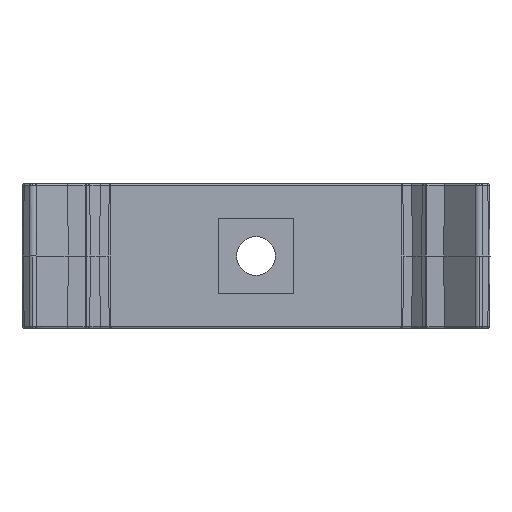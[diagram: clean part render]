
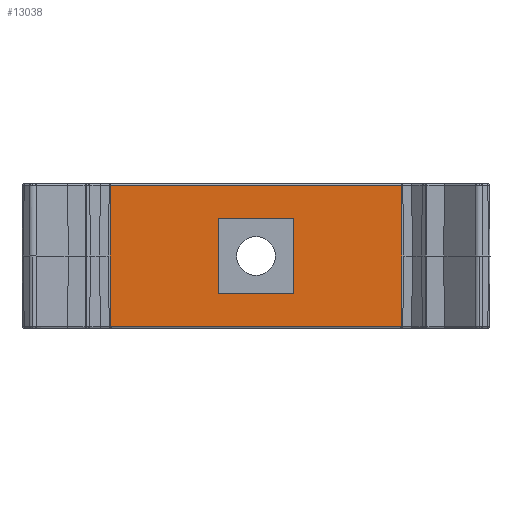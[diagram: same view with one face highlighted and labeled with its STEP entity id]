
A CAD part, front view. The second image highlights one B-rep face of the part: STEP entity #13038.
In plain terms, the highlighted planar face has unit normal (0, -1, 0).
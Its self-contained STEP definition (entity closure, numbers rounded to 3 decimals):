
#55 = VECTOR ( 'NONE', #410, 1000. ) ;
#295 = CARTESIAN_POINT ( 'NONE',  ( -16.1, 0., 8. ) ) ;
#358 = CARTESIAN_POINT ( 'NONE',  ( 16.1, 0., -7.8 ) ) ;
#410 = DIRECTION ( 'NONE',  ( 1., 0., 0. ) ) ;
#522 = LINE ( 'NONE', #4546, #8156 ) ;
#733 = CARTESIAN_POINT ( 'NONE',  ( -16.1, 0., 8. ) ) ;
#819 = EDGE_LOOP ( 'NONE', ( #5499, #5949, #5404, #3823 ) ) ;
#873 = EDGE_CURVE ( 'NONE', #9564, #1660, #2902, .T. ) ;
#913 = CARTESIAN_POINT ( 'NONE',  ( -4.15, 0., 4.15 ) ) ;
#956 = LINE ( 'NONE', #10660, #8887 ) ;
#965 = CARTESIAN_POINT ( 'NONE',  ( 16.1, 0., 0. ) ) ;
#1105 = EDGE_CURVE ( 'NONE', #10146, #1660, #956, .T. ) ;
#1355 = DIRECTION ( 'NONE',  ( 0., 0., -1. ) ) ;
#1544 = CARTESIAN_POINT ( 'NONE',  ( -4.15, 0., 4.15 ) ) ;
#1649 = VERTEX_POINT ( 'NONE', #5283 ) ;
#1660 = VERTEX_POINT ( 'NONE', #6289 ) ;
#1734 = CARTESIAN_POINT ( 'NONE',  ( 16.1, 0., 7.8 ) ) ;
#1801 = DIRECTION ( 'NONE',  ( 0., 0., -1. ) ) ;
#2098 = DIRECTION ( 'NONE',  ( 0., 0., 1. ) ) ;
#2316 = CARTESIAN_POINT ( 'NONE',  ( -16.1, 0., 0. ) ) ;
#2504 = VERTEX_POINT ( 'NONE', #3650 ) ;
#2645 = CARTESIAN_POINT ( 'NONE',  ( 4.15, 0., 4.15 ) ) ;
#2902 = LINE ( 'NONE', #358, #55 ) ;
#3336 = DIRECTION ( 'NONE',  ( 0., 0., 1. ) ) ;
#3650 = CARTESIAN_POINT ( 'NONE',  ( -16.1, 0., 7.8 ) ) ;
#3775 = EDGE_CURVE ( 'NONE', #12919, #10146, #12290, .T. ) ;
#3823 = ORIENTED_EDGE ( 'NONE', *, *, #4190, .F. ) ;
#3827 = LINE ( 'NONE', #295, #9218 ) ;
#3829 = EDGE_CURVE ( 'NONE', #12919, #2504, #8946, .T. ) ;
#3932 = EDGE_CURVE ( 'NONE', #1649, #9904, #4041, .T. ) ;
#3987 = EDGE_CURVE ( 'NONE', #9390, #1649, #522, .T. ) ;
#4041 = LINE ( 'NONE', #10511, #5035 ) ;
#4047 = EDGE_CURVE ( 'NONE', #10546, #9390, #9923, .T. ) ;
#4088 = CARTESIAN_POINT ( 'NONE',  ( -16.1, 0., 7.8 ) ) ;
#4190 = EDGE_CURVE ( 'NONE', #9904, #10546, #7985, .T. ) ;
#4205 = CARTESIAN_POINT ( 'NONE',  ( 16.1, 0., 8. ) ) ;
#4546 = CARTESIAN_POINT ( 'NONE',  ( 4.15, 0., -4.15 ) ) ;
#4979 = VECTOR ( 'NONE', #1801, 1000. ) ;
#5035 = VECTOR ( 'NONE', #3336, 1000. ) ;
#5102 = CARTESIAN_POINT ( 'NONE',  ( 16.1, 0., 8. ) ) ;
#5283 = CARTESIAN_POINT ( 'NONE',  ( 4.15, 0., -4.15 ) ) ;
#5336 = FACE_BOUND ( 'NONE', #819, .T. ) ;
#5404 = ORIENTED_EDGE ( 'NONE', *, *, #4047, .F. ) ;
#5499 = ORIENTED_EDGE ( 'NONE', *, *, #3932, .F. ) ;
#5515 = EDGE_CURVE ( 'NONE', #2504, #7965, #3827, .T. ) ;
#5598 = DIRECTION ( 'NONE',  ( -1., 0., 0. ) ) ;
#5710 = EDGE_CURVE ( 'NONE', #7965, #9564, #7619, .T. ) ;
#5949 = ORIENTED_EDGE ( 'NONE', *, *, #3987, .F. ) ;
#5993 = ORIENTED_EDGE ( 'NONE', *, *, #5515, .T. ) ;
#6100 = AXIS2_PLACEMENT_3D ( 'NONE', #4205, #8265, #2098 ) ;
#6289 = CARTESIAN_POINT ( 'NONE',  ( 16.1, 0., -7.8 ) ) ;
#6297 = VECTOR ( 'NONE', #12320, 1000. ) ;
#6915 = VECTOR ( 'NONE', #12151, 1000. ) ;
#7248 = PLANE ( 'NONE',  #6100 ) ;
#7564 = DIRECTION ( 'NONE',  ( 0., 0., -1. ) ) ;
#7619 = LINE ( 'NONE', #733, #4979 ) ;
#7651 = FACE_OUTER_BOUND ( 'NONE', #10862, .T. ) ;
#7965 = VERTEX_POINT ( 'NONE', #2316 ) ;
#7985 = LINE ( 'NONE', #11637, #13053 ) ;
#8108 = ORIENTED_EDGE ( 'NONE', *, *, #5710, .T. ) ;
#8156 = VECTOR ( 'NONE', #10663, 1000. ) ;
#8265 = DIRECTION ( 'NONE',  ( 0., 1., 0. ) ) ;
#8406 = ORIENTED_EDGE ( 'NONE', *, *, #3775, .F. ) ;
#8474 = ORIENTED_EDGE ( 'NONE', *, *, #3829, .T. ) ;
#8738 = CARTESIAN_POINT ( 'NONE',  ( -4.15, 0., -4.15 ) ) ;
#8887 = VECTOR ( 'NONE', #1355, 1000. ) ;
#8946 = LINE ( 'NONE', #4088, #6297 ) ;
#9218 = VECTOR ( 'NONE', #7564, 1000. ) ;
#9390 = VERTEX_POINT ( 'NONE', #8738 ) ;
#9564 = VERTEX_POINT ( 'NONE', #11137 ) ;
#9904 = VERTEX_POINT ( 'NONE', #2645 ) ;
#9923 = LINE ( 'NONE', #1544, #12279 ) ;
#10146 = VERTEX_POINT ( 'NONE', #965 ) ;
#10511 = CARTESIAN_POINT ( 'NONE',  ( 4.15, 0., 4.15 ) ) ;
#10546 = VERTEX_POINT ( 'NONE', #913 ) ;
#10660 = CARTESIAN_POINT ( 'NONE',  ( 16.1, 0., 8. ) ) ;
#10663 = DIRECTION ( 'NONE',  ( 1., 0., 0. ) ) ;
#10862 = EDGE_LOOP ( 'NONE', ( #8406, #8474, #5993, #8108, #13338, #13111 ) ) ;
#11137 = CARTESIAN_POINT ( 'NONE',  ( -16.1, 0., -7.8 ) ) ;
#11637 = CARTESIAN_POINT ( 'NONE',  ( 4.15, 0., 4.15 ) ) ;
#11836 = DIRECTION ( 'NONE',  ( 0., 0., -1. ) ) ;
#12151 = DIRECTION ( 'NONE',  ( 0., 0., -1. ) ) ;
#12279 = VECTOR ( 'NONE', #11836, 1000. ) ;
#12290 = LINE ( 'NONE', #5102, #6915 ) ;
#12320 = DIRECTION ( 'NONE',  ( -1., 0., 0. ) ) ;
#12919 = VERTEX_POINT ( 'NONE', #1734 ) ;
#13038 = ADVANCED_FACE ( 'NONE', ( #7651, #5336 ), #7248, .F. ) ;
#13053 = VECTOR ( 'NONE', #5598, 1000. ) ;
#13111 = ORIENTED_EDGE ( 'NONE', *, *, #1105, .F. ) ;
#13338 = ORIENTED_EDGE ( 'NONE', *, *, #873, .T. ) ;
